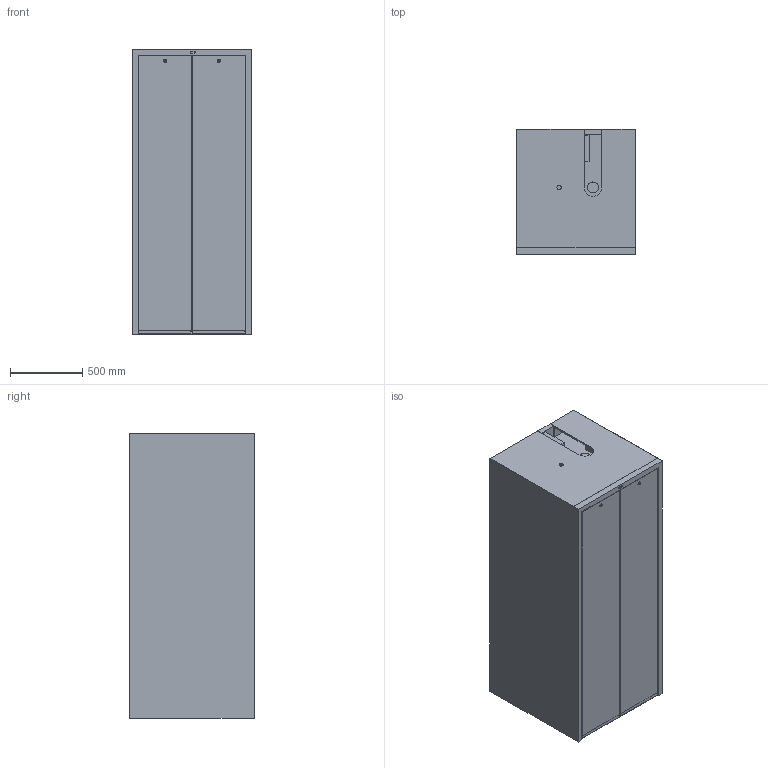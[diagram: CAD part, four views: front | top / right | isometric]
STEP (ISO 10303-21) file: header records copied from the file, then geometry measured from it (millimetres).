
FILE_DESCRIPTION(/* description */ (''),/* implementation_level */ '2;1');
FILE_NAME(/* name */ 'V90.196.081.VDAC_35035-001-35103_CD.stp',/* time_stamp */ '2017-02-28T16:11:06+01:00',/* author */ ('pproduktmanagement'),/* organization */ (''),/* preprocessor_version */ 'ST-DEVELOPER v16.5',/* originating_system */ 'Autodesk Inventor 2017',/* authorisation */ '');
FILE_SCHEMA (('AUTOMOTIVE_DESIGN { 1 0 10303 214 3 1 1 }'));
Length unit declared in the file: millimetre
Products named in the file (2): V90.196.081.VDAC; V90.196.081.VDAC_35035-001-35103_CD
Assembly tree (1 placements, depth 2):
  V90.196.081.VDAC
    V90.196.081.VDAC_35035-001-35103_CD
Bounding box: 819.76 x 862 x 1966.5 mm (x, y, z)
Volume: 479404546 mm3; surface area: 31288173.3 mm2
Topology: 21 solids, 21 shells, 571 faces, 1549 edges, 1034 vertices
Faces by surface type: plane 511, cylinder 60
Full cylindrical faces by diameter (mm): 10.5 x2, 16 x2, 20 x48, 22 x2, 29 x1, 75 x2
Entity records: 17843 total; most frequent: CARTESIAN_POINT 3004, ORIENTED_EDGE 2888, DIRECTION 2712, EDGE_CURVE 1444, LINE 1324, VECTOR 1324, VERTEX_POINT 986, EDGE_LOOP 746
